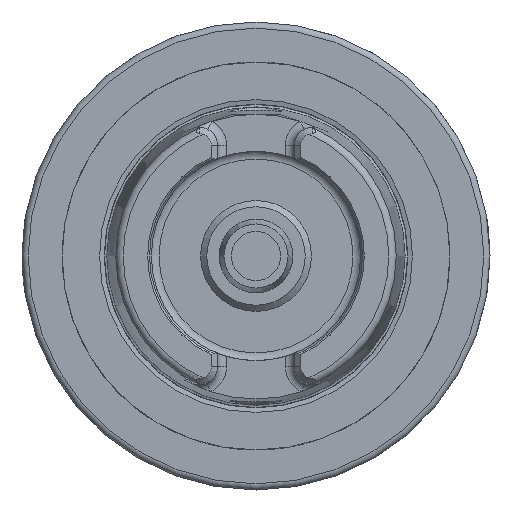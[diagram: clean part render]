
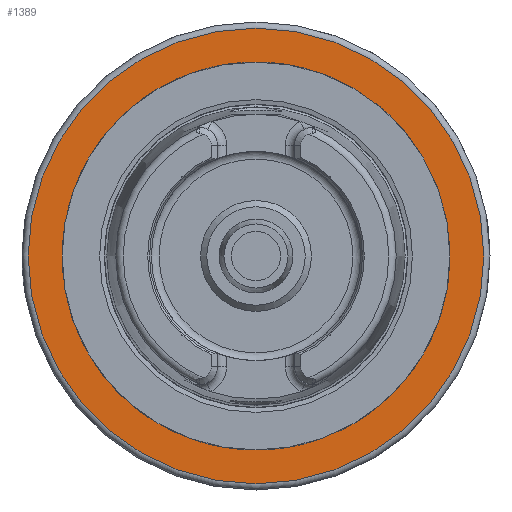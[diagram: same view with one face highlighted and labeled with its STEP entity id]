
A CAD part, left-side view. The second image highlights one B-rep face of the part: STEP entity #1389.
In plain terms, the highlighted planar face has unit normal (-1, 0, 0).
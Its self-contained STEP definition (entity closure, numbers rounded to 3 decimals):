
#1347=CARTESIAN_POINT('',(42.,26.25,0.0));
#1348=VERTEX_POINT('',#1347);
#1349=CARTESIAN_POINT('',(42.,0.,0.0));
#1350=DIRECTION('',(1.0,0.0,0.0));
#1351=DIRECTION('',(0.0,1.0,0.0));
#1352=AXIS2_PLACEMENT_3D('',#1349,#1350,#1351);
#1353=CIRCLE('',#1352,26.25);
#1354=EDGE_CURVE('',#1348,#1348,#1353,.T.);
#1370=CARTESIAN_POINT('',(42.,31.625,0.0));
#1371=DIRECTION('',(-1.0,0.0,0.0));
#1372=DIRECTION('',(0.0,0.0,1.0));
#1373=AXIS2_PLACEMENT_3D('',#1370,#1371,#1372);
#1374=PLANE('',#1373);
#1375=CARTESIAN_POINT('',(42.,37.,0.0));
#1376=VERTEX_POINT('',#1375);
#1377=CARTESIAN_POINT('',(42.,0.,0.0));
#1378=DIRECTION('',(1.0,0.0,0.0));
#1379=DIRECTION('',(0.0,1.0,0.0));
#1380=AXIS2_PLACEMENT_3D('',#1377,#1378,#1379);
#1381=CIRCLE('',#1380,37.);
#1382=EDGE_CURVE('',#1376,#1376,#1381,.T.);
#1383=ORIENTED_EDGE('',*,*,#1382,.F.);
#1384=EDGE_LOOP('',(#1383));
#1385=FACE_OUTER_BOUND('',#1384,.T.);
#1386=ORIENTED_EDGE('',*,*,#1354,.T.);
#1387=EDGE_LOOP('',(#1386));
#1388=FACE_BOUND('',#1387,.T.);
#1389=ADVANCED_FACE('',(#1385,#1388),#1374,.T.);
